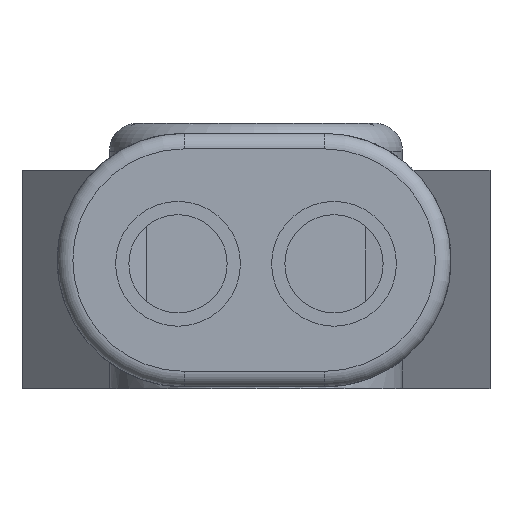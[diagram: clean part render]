
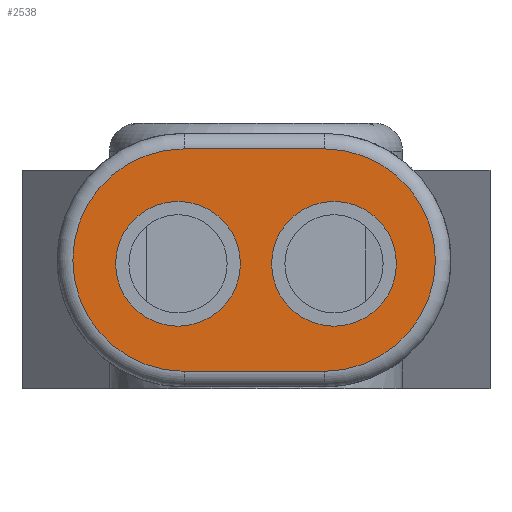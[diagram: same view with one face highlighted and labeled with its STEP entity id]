
A CAD part, front view. The second image highlights one B-rep face of the part: STEP entity #2538.
In plain terms, the highlighted planar face has unit normal (0, -1, 0).
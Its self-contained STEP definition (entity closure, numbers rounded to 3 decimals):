
#1881=CARTESIAN_POINT('',(-4.612,-61.,1.109));
#1882=VERTEX_POINT('',#1881);
#1890=CARTESIAN_POINT('',(-4.612,-61.,15.367));
#1891=VERTEX_POINT('',#1890);
#1892=CARTESIAN_POINT('',(-4.612,-61.,8.238));
#1893=DIRECTION('',(0.0,-1.0,0.0));
#1894=DIRECTION('',(1.0,0.0,0.0));
#1895=AXIS2_PLACEMENT_3D('',#1892,#1893,#1894);
#1896=CIRCLE('',#1895,7.129);
#1897=EDGE_CURVE('',#1891,#1882,#1896,.T.);
#2175=CARTESIAN_POINT('',(4.369,-61.,1.109));
#2176=VERTEX_POINT('',#2175);
#2184=CARTESIAN_POINT('',(-4.612,-61.,1.109));
#2185=DIRECTION('',(1.0,0.0,0.0));
#2186=VECTOR('',#2185,8.981);
#2187=LINE('',#2184,#2186);
#2188=EDGE_CURVE('',#1882,#2176,#2187,.T.);
#2245=CARTESIAN_POINT('',(4.369,-61.,15.367));
#2246=VERTEX_POINT('',#2245);
#2254=CARTESIAN_POINT('',(4.369,-61.,8.238));
#2255=DIRECTION('',(0.0,-1.0,0.0));
#2256=DIRECTION('',(1.0,0.0,0.0));
#2257=AXIS2_PLACEMENT_3D('',#2254,#2255,#2256);
#2258=CIRCLE('',#2257,7.129);
#2259=EDGE_CURVE('',#2176,#2246,#2258,.T.);
#2500=CARTESIAN_POINT('',(-4.612,-61.,15.367));
#2501=DIRECTION('',(0.0,1.0,0.0));
#2502=DIRECTION('',(0.0,0.0,1.0));
#2503=AXIS2_PLACEMENT_3D('',#2500,#2501,#2502);
#2504=PLANE('',#2503);
#2505=ORIENTED_EDGE('',*,*,#1897,.T.);
#2506=ORIENTED_EDGE('',*,*,#2188,.T.);
#2507=ORIENTED_EDGE('',*,*,#2259,.T.);
#2508=CARTESIAN_POINT('',(-4.612,-61.,15.367));
#2509=DIRECTION('',(1.0,0.0,0.0));
#2510=VECTOR('',#2509,8.981);
#2511=LINE('',#2508,#2510);
#2512=EDGE_CURVE('',#1891,#2246,#2511,.T.);
#2513=ORIENTED_EDGE('',*,*,#2512,.F.);
#2514=EDGE_LOOP('',(#2505,#2506,#2507,#2513));
#2515=FACE_OUTER_BOUND('',#2514,.T.);
#2516=CARTESIAN_POINT('',(-1.0,-61.,8.0));
#2517=VERTEX_POINT('',#2516);
#2518=CARTESIAN_POINT('',(-5.0,-61.,8.0));
#2519=DIRECTION('',(0.0,-1.0,0.0));
#2520=DIRECTION('',(1.0,0.0,0.0));
#2521=AXIS2_PLACEMENT_3D('',#2518,#2519,#2520);
#2522=CIRCLE('',#2521,4.0);
#2523=EDGE_CURVE('',#2517,#2517,#2522,.T.);
#2524=ORIENTED_EDGE('',*,*,#2523,.F.);
#2525=EDGE_LOOP('',(#2524));
#2526=FACE_BOUND('',#2525,.T.);
#2527=CARTESIAN_POINT('',(9.0,-61.,8.0));
#2528=VERTEX_POINT('',#2527);
#2529=CARTESIAN_POINT('',(5.0,-61.,8.0));
#2530=DIRECTION('',(0.0,-1.0,0.0));
#2531=DIRECTION('',(1.0,0.0,0.0));
#2532=AXIS2_PLACEMENT_3D('',#2529,#2530,#2531);
#2533=CIRCLE('',#2532,4.0);
#2534=EDGE_CURVE('',#2528,#2528,#2533,.T.);
#2535=ORIENTED_EDGE('',*,*,#2534,.F.);
#2536=EDGE_LOOP('',(#2535));
#2537=FACE_BOUND('',#2536,.T.);
#2538=ADVANCED_FACE('',(#2515,#2526,#2537),#2504,.F.);
